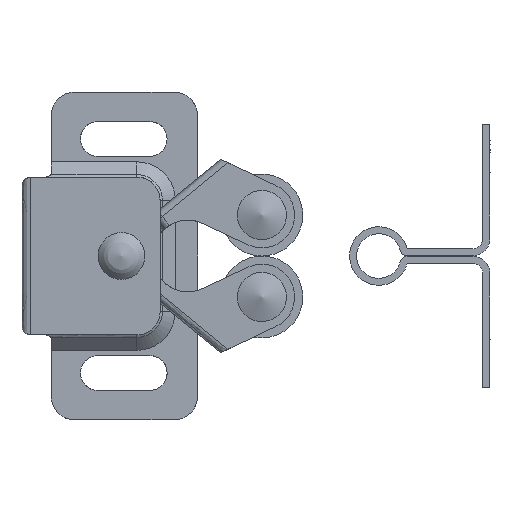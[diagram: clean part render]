
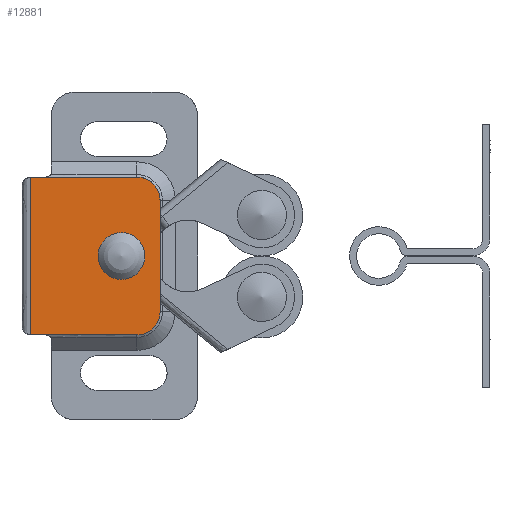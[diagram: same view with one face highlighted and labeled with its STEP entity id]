
A CAD part, front view. The second image highlights one B-rep face of the part: STEP entity #12881.
In plain terms, the highlighted free-form (B-spline) face has degree [1, 1] with [2, 2] control points.
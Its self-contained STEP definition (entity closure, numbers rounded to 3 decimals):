
#10331=CARTESIAN_POINT('',(0.589,-12.5,-10.614));
#10332=VERTEX_POINT('',#10331);
#10333=CARTESIAN_POINT('',(0.8,-12.5,-10.0));
#10334=VERTEX_POINT('',#10333);
#10335=CARTESIAN_POINT('',(0.589,-12.5,-10.614));
#10336=CARTESIAN_POINT('',(0.8,-12.5,-10.343));
#10337=CARTESIAN_POINT('',(0.8,-12.5,-10.0));
#10345=(BOUNDED_CURVE()B_SPLINE_CURVE(2,(#10335,#10336,#10337),.UNSPECIFIED.,.F.,.U.)B_SPLINE_CURVE_WITH_KNOTS((3,3),(0.894,1.0),.UNSPECIFIED.)CURVE()GEOMETRIC_REPRESENTATION_ITEM()RATIONAL_B_SPLINE_CURVE((0.857,0.876,1.0))REPRESENTATION_ITEM(''));
#10346=EDGE_CURVE('',#10332,#10334,#10345,.T.);
#10348=CARTESIAN_POINT('',(-1.2,-12.5,-10.0));
#10349=VERTEX_POINT('',#10348);
#10350=CARTESIAN_POINT('',(0.8,-12.5,-10.0));
#10351=CARTESIAN_POINT('',(0.8,-12.5,-9.));
#10352=CARTESIAN_POINT('',(-0.2,-12.5,-9.));
#10353=CARTESIAN_POINT('',(-1.2,-12.5,-9.));
#10354=CARTESIAN_POINT('',(-1.2,-12.5,-10.0));
#10362=(BOUNDED_CURVE()B_SPLINE_CURVE(2,(#10350,#10351,#10352,#10353,#10354),.UNSPECIFIED.,.F.,.U.)B_SPLINE_CURVE_WITH_KNOTS((3,2,3),(0.0,0.25,0.5),.UNSPECIFIED.)CURVE()GEOMETRIC_REPRESENTATION_ITEM()RATIONAL_B_SPLINE_CURVE((1.0,0.707,1.0,0.707,1.0))REPRESENTATION_ITEM(''));
#10363=EDGE_CURVE('',#10334,#10349,#10362,.T.);
#10365=CARTESIAN_POINT('',(-0.901,-12.5,-10.713));
#10366=VERTEX_POINT('',#10365);
#10367=CARTESIAN_POINT('',(-1.2,-12.5,-10.0));
#10368=CARTESIAN_POINT('',(-1.2,-12.5,-10.419));
#10369=CARTESIAN_POINT('',(-0.901,-12.5,-10.713));
#10377=(BOUNDED_CURVE()B_SPLINE_CURVE(2,(#10367,#10368,#10369),.UNSPECIFIED.,.F.,.U.)B_SPLINE_CURVE_WITH_KNOTS((3,3),(0.5,0.626),.UNSPECIFIED.)CURVE()GEOMETRIC_REPRESENTATION_ITEM()RATIONAL_B_SPLINE_CURVE((1.0,0.852,0.854))REPRESENTATION_ITEM(''));
#10378=EDGE_CURVE('',#10349,#10366,#10377,.T.);
#10451=CARTESIAN_POINT('',(-0.901,-12.5,-10.713));
#10452=CARTESIAN_POINT('',(-0.609,-12.5,-11.));
#10453=CARTESIAN_POINT('',(-0.2,-12.5,-11.0));
#10454=CARTESIAN_POINT('',(0.289,-12.5,-11.0));
#10455=CARTESIAN_POINT('',(0.589,-12.5,-10.614));
#10463=(BOUNDED_CURVE()B_SPLINE_CURVE(2,(#10451,#10452,#10453,#10454,#10455),.UNSPECIFIED.,.F.,.U.)B_SPLINE_CURVE_WITH_KNOTS((3,2,3),(0.626,0.75,0.894),.UNSPECIFIED.)CURVE()GEOMETRIC_REPRESENTATION_ITEM()RATIONAL_B_SPLINE_CURVE((0.854,0.855,1.0,0.832,0.857))REPRESENTATION_ITEM(''));
#10464=EDGE_CURVE('',#10366,#10332,#10463,.T.);
#10530=CARTESIAN_POINT('',(-7.9,-12.5,-16.75));
#10531=VERTEX_POINT('',#10530);
#10537=CARTESIAN_POINT('',(-8.,-12.5,-16.744));
#10538=VERTEX_POINT('',#10537);
#10539=CARTESIAN_POINT('',(-8.,-12.5,-16.744));
#10540=CARTESIAN_POINT('',(-7.95,-12.5,-16.75));
#10541=CARTESIAN_POINT('',(-7.9,-12.5,-16.75));
#10549=(BOUNDED_CURVE()B_SPLINE_CURVE(2,(#10539,#10540,#10541),.UNSPECIFIED.,.F.,.U.)CURVE()GEOMETRIC_REPRESENTATION_ITEM()QUASI_UNIFORM_CURVE()RATIONAL_B_SPLINE_CURVE((1.0,0.998,1.0))REPRESENTATION_ITEM(''));
#10550=EDGE_CURVE('',#10538,#10531,#10549,.T.);
#10758=CARTESIAN_POINT('',(-8.,-12.5,-3.256));
#10759=VERTEX_POINT('',#10758);
#10789=CARTESIAN_POINT('',(-7.9,-12.5,-3.25));
#10790=VERTEX_POINT('',#10789);
#10791=CARTESIAN_POINT('',(-7.9,-12.5,-3.25));
#10792=CARTESIAN_POINT('',(-7.95,-12.5,-3.25));
#10793=CARTESIAN_POINT('',(-8.,-12.5,-3.256));
#10801=(BOUNDED_CURVE()B_SPLINE_CURVE(2,(#10791,#10792,#10793),.UNSPECIFIED.,.F.,.U.)CURVE()GEOMETRIC_REPRESENTATION_ITEM()QUASI_UNIFORM_CURVE()RATIONAL_B_SPLINE_CURVE((1.0,0.998,1.0))REPRESENTATION_ITEM(''));
#10802=EDGE_CURVE('',#10790,#10759,#10801,.T.);
#11259=CARTESIAN_POINT('',(3.1,-12.5,-5.25));
#11260=VERTEX_POINT('',#11259);
#11261=CARTESIAN_POINT('',(1.1,-12.5,-3.25));
#11262=VERTEX_POINT('',#11261);
#11263=CARTESIAN_POINT('',(3.1,-12.5,-5.25));
#11264=CARTESIAN_POINT('',(3.1,-12.5,-3.25));
#11265=CARTESIAN_POINT('',(1.1,-12.5,-3.25));
#11273=(BOUNDED_CURVE()B_SPLINE_CURVE(2,(#11263,#11264,#11265),.UNSPECIFIED.,.F.,.U.)CURVE()GEOMETRIC_REPRESENTATION_ITEM()QUASI_UNIFORM_CURVE()RATIONAL_B_SPLINE_CURVE((1.0,0.707,1.0))REPRESENTATION_ITEM(''));
#11274=EDGE_CURVE('',#11260,#11262,#11273,.T.);
#11320=CARTESIAN_POINT('',(1.1,-12.5,-16.75));
#11321=VERTEX_POINT('',#11320);
#11322=CARTESIAN_POINT('',(3.1,-12.5,-14.75));
#11323=VERTEX_POINT('',#11322);
#11324=CARTESIAN_POINT('',(1.1,-12.5,-16.75));
#11325=CARTESIAN_POINT('',(3.1,-12.5,-16.75));
#11326=CARTESIAN_POINT('',(3.1,-12.5,-14.75));
#11334=(BOUNDED_CURVE()B_SPLINE_CURVE(2,(#11324,#11325,#11326),.UNSPECIFIED.,.F.,.U.)CURVE()GEOMETRIC_REPRESENTATION_ITEM()QUASI_UNIFORM_CURVE()RATIONAL_B_SPLINE_CURVE((1.0,0.707,1.0))REPRESENTATION_ITEM(''));
#11335=EDGE_CURVE('',#11321,#11323,#11334,.T.);
#12513=CARTESIAN_POINT('',(-8.,-12.5,-3.256));
#12514=CARTESIAN_POINT('',(-8.,-12.5,-16.744));
#12515=QUASI_UNIFORM_CURVE('',1,(#12513,#12514),.UNSPECIFIED.,.F.,.U.);
#12516=EDGE_CURVE('',#10759,#10538,#12515,.T.);
#12780=CARTESIAN_POINT('',(-7.9,-12.5,-3.25));
#12781=CARTESIAN_POINT('',(1.1,-12.5,-3.25));
#12782=QUASI_UNIFORM_CURVE('',1,(#12780,#12781),.UNSPECIFIED.,.F.,.U.);
#12783=EDGE_CURVE('',#10790,#11262,#12782,.T.);
#12845=CARTESIAN_POINT('',(3.1,-12.5,-14.75));
#12846=CARTESIAN_POINT('',(3.1,-12.5,-5.25));
#12847=QUASI_UNIFORM_CURVE('',1,(#12845,#12846),.UNSPECIFIED.,.F.,.U.);
#12848=EDGE_CURVE('',#11323,#11260,#12847,.T.);
#12856=CARTESIAN_POINT('',(-8.554,-12.5,-2.576));
#12857=CARTESIAN_POINT('',(-8.554,-12.5,-17.424));
#12858=CARTESIAN_POINT('',(3.654,-12.5,-2.576));
#12859=CARTESIAN_POINT('',(3.654,-12.5,-17.424));
#12860=B_SPLINE_SURFACE_WITH_KNOTS('',1,1,((#12856,#12858),(#12857,#12859)),.UNSPECIFIED.,.F.,.F.,.U.,(2,2),(2,2),(0.0,14.849),(0.0,12.209),.UNSPECIFIED.);
#12861=ORIENTED_EDGE('',*,*,#12783,.F.);
#12862=ORIENTED_EDGE('',*,*,#10802,.T.);
#12863=ORIENTED_EDGE('',*,*,#12516,.T.);
#12864=ORIENTED_EDGE('',*,*,#10550,.T.);
#12865=CARTESIAN_POINT('',(-7.9,-12.5,-16.75));
#12866=CARTESIAN_POINT('',(1.1,-12.5,-16.75));
#12867=QUASI_UNIFORM_CURVE('',1,(#12865,#12866),.UNSPECIFIED.,.F.,.U.);
#12868=EDGE_CURVE('',#10531,#11321,#12867,.T.);
#12869=ORIENTED_EDGE('',*,*,#12868,.T.);
#12870=ORIENTED_EDGE('',*,*,#11335,.T.);
#12871=ORIENTED_EDGE('',*,*,#12848,.T.);
#12872=ORIENTED_EDGE('',*,*,#11274,.T.);
#12873=EDGE_LOOP('',(#12861,#12862,#12863,#12864,#12869,#12870,#12871,#12872));
#12874=FACE_OUTER_BOUND('',#12873,.T.);
#12875=ORIENTED_EDGE('',*,*,#10363,.F.);
#12876=ORIENTED_EDGE('',*,*,#10346,.F.);
#12877=ORIENTED_EDGE('',*,*,#10464,.F.);
#12878=ORIENTED_EDGE('',*,*,#10378,.F.);
#12879=EDGE_LOOP('',(#12875,#12876,#12877,#12878));
#12880=FACE_BOUND('',#12879,.T.);
#12881=ADVANCED_FACE('',(#12874,#12880),#12860,.T.);
